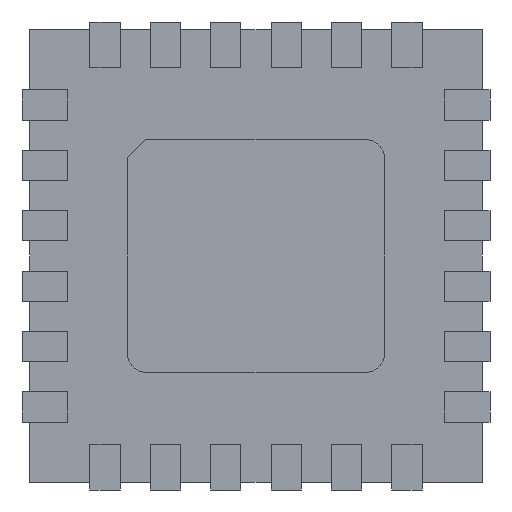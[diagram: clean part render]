
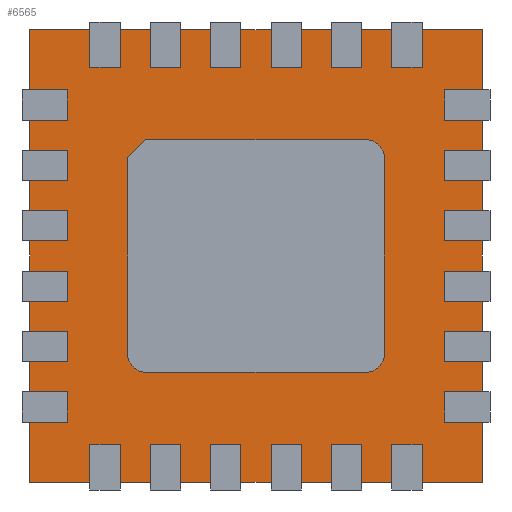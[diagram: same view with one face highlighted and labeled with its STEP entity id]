
A CAD part, front view. The second image highlights one B-rep face of the part: STEP entity #6565.
In plain terms, the highlighted planar face has unit normal (0, -1, 0).
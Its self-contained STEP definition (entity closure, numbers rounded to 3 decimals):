
#6408 = CARTESIAN_POINT ( 'NONE',  ( -1.5, 0.05, -1.5 ) ) ;
#6409 = VERTEX_POINT ( 'NONE', #6408 ) ;
#6410 = CARTESIAN_POINT ( 'NONE',  ( -1.5, 0.05, 1.5 ) ) ;
#6411 = VERTEX_POINT ( 'NONE', #6410 ) ;
#6412 = CARTESIAN_POINT ( 'NONE',  ( -1.5, 0.05, 1.5 ) ) ;
#6413 = DIRECTION ( 'NONE',  ( 0., 0., 1. ) ) ;
#6414 = VECTOR ( 'NONE', #6413, 1000. ) ;
#6415 = LINE ( 'NONE', #6412, #6414 ) ;
#6416 = EDGE_CURVE ( 'NONE', #6409, #6411, #6415, .T. ) ;
#6448 = CARTESIAN_POINT ( 'NONE',  ( 1.5, 0.05, 1.5 ) ) ;
#6449 = VERTEX_POINT ( 'NONE', #6448 ) ;
#6450 = CARTESIAN_POINT ( 'NONE',  ( 1.5, 0.05, 1.5 ) ) ;
#6451 = DIRECTION ( 'NONE',  ( 1., 0., 0. ) ) ;
#6452 = VECTOR ( 'NONE', #6451, 1000. ) ;
#6453 = LINE ( 'NONE', #6450, #6452 ) ;
#6454 = EDGE_CURVE ( 'NONE', #6411, #6449, #6453, .T. ) ;
#6479 = CARTESIAN_POINT ( 'NONE',  ( 1.5, 0.05, -1.5 ) ) ;
#6480 = VERTEX_POINT ( 'NONE', #6479 ) ;
#6481 = CARTESIAN_POINT ( 'NONE',  ( 1.5, 0.05, 1.5 ) ) ;
#6482 = DIRECTION ( 'NONE',  ( 0., 0., -1. ) ) ;
#6483 = VECTOR ( 'NONE', #6482, 1000. ) ;
#6484 = LINE ( 'NONE', #6481, #6483 ) ;
#6485 = EDGE_CURVE ( 'NONE', #6449, #6480, #6484, .T. ) ;
#6510 = CARTESIAN_POINT ( 'NONE',  ( 1.5, 0.05, -1.5 ) ) ;
#6511 = DIRECTION ( 'NONE',  ( -1., 0., 0. ) ) ;
#6512 = VECTOR ( 'NONE', #6511, 1000. ) ;
#6513 = LINE ( 'NONE', #6510, #6512 ) ;
#6514 = EDGE_CURVE ( 'NONE', #6480, #6409, #6513, .T. ) ;
#6554 = ORIENTED_EDGE ( 'NONE', *, *, #6416, .F. ) ;
#6555 = ORIENTED_EDGE ( 'NONE', *, *, #6514, .F. ) ;
#6556 = ORIENTED_EDGE ( 'NONE', *, *, #6485, .F. ) ;
#6557 = ORIENTED_EDGE ( 'NONE', *, *, #6454, .F. ) ;
#6558 = EDGE_LOOP ( 'NONE', ( #6554, #6555, #6556, #6557 ) ) ;
#6559 = FACE_OUTER_BOUND ( 'NONE', #6558, .T. ) ;
#6560 = CARTESIAN_POINT ( 'NONE',  ( 0., 0.05, 0. ) ) ;
#6561 = DIRECTION ( 'NONE',  ( 0., 1., 0. ) ) ;
#6562 = DIRECTION ( 'NONE',  ( 0., 0., 1. ) ) ;
#6563 = AXIS2_PLACEMENT_3D ( 'NONE', #6560, #6561, #6562 ) ;
#6564 = PLANE ( 'NONE', #6563 ) ;
#6565 = ADVANCED_FACE ( 'NONE', ( #6559 ), #6564, .F. ) ;
